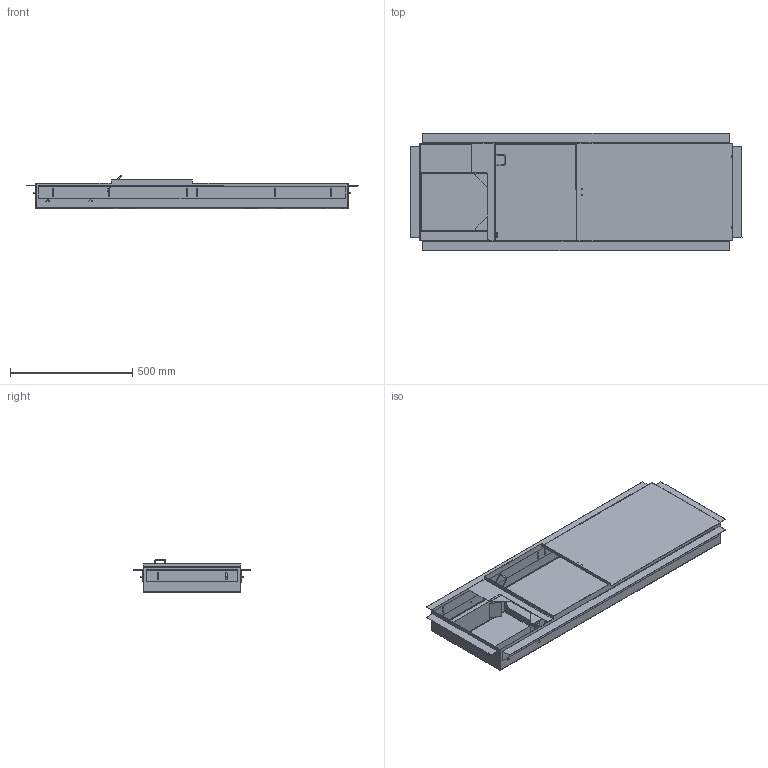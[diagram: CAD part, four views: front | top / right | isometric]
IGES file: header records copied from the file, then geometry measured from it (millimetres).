
Global section: file name: ZE-202_C; native system: Autodesk Inventor 2024; preprocessor: unknown; author: RMadlener; date: 20240626.160840; units: millimetre
Bounding box: 1360.12 x 480.39 x 137.04 mm (x, y, z)
Volume: 1889551.4 mm3; surface area: 3205608.8 mm2
Topology: 12 solids, 12 shells, 688 faces, 1801 edges, 1127 vertices
Faces by surface type: bspline 688
